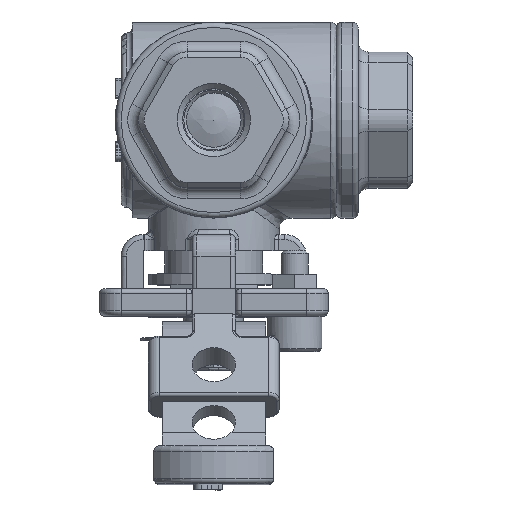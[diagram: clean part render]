
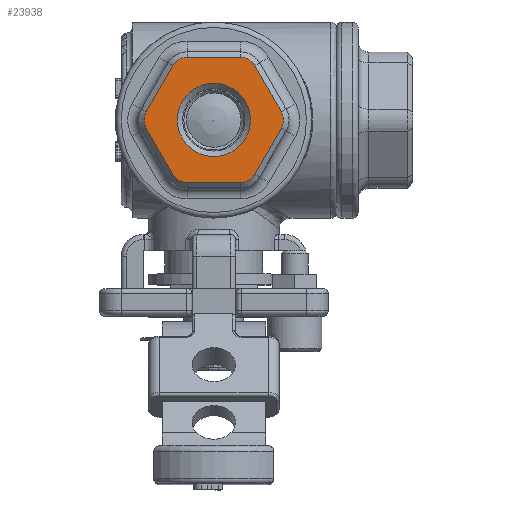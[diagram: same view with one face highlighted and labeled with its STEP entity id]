
A CAD part, top view. The second image highlights one B-rep face of the part: STEP entity #23938.
In plain terms, the highlighted planar face has unit normal (0, 0, 1).
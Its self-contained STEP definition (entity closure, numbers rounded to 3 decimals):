
#3153=LINE('',#45694,#4889);
#3154=LINE('',#45698,#4890);
#3155=LINE('',#45702,#4891);
#3156=LINE('',#45706,#4892);
#3157=LINE('',#45710,#4893);
#3158=LINE('',#45714,#4894);
#4889=VECTOR('',#30201,9.815);
#4890=VECTOR('',#30204,9.815);
#4891=VECTOR('',#30207,9.815);
#4892=VECTOR('',#30210,9.815);
#4893=VECTOR('',#30213,9.815);
#4894=VECTOR('',#30216,9.815);
#5429=PLANE('',#25474);
#5836=FACE_BOUND('',#8589,.T.);
#7115=FACE_OUTER_BOUND('',#8588,.T.);
#8588=EDGE_LOOP('',(#21089,#21090,#21091,#21092,#21093,#21094,#21095,#21096,
#21097,#21098,#21099,#21100));
#8589=EDGE_LOOP('',(#21101));
#9259=CIRCLE('',#25473,6.723);
#9260=CIRCLE('',#25475,3.);
#9261=CIRCLE('',#25476,3.);
#9262=CIRCLE('',#25477,3.);
#9263=CIRCLE('',#25478,3.);
#9264=CIRCLE('',#25479,3.);
#9265=CIRCLE('',#25480,3.);
#11363=VERTEX_POINT('',#45689);
#11364=VERTEX_POINT('',#45692);
#11365=VERTEX_POINT('',#45693);
#11366=VERTEX_POINT('',#45695);
#11367=VERTEX_POINT('',#45697);
#11368=VERTEX_POINT('',#45699);
#11369=VERTEX_POINT('',#45701);
#11370=VERTEX_POINT('',#45703);
#11371=VERTEX_POINT('',#45705);
#11372=VERTEX_POINT('',#45707);
#11373=VERTEX_POINT('',#45709);
#11374=VERTEX_POINT('',#45711);
#11375=VERTEX_POINT('',#45713);
#14616=EDGE_CURVE('',#11363,#11363,#9259,.T.);
#14617=EDGE_CURVE('',#11364,#11365,#3153,.T.);
#14618=EDGE_CURVE('',#11366,#11364,#9260,.T.);
#14619=EDGE_CURVE('',#11367,#11366,#3154,.T.);
#14620=EDGE_CURVE('',#11368,#11367,#9261,.T.);
#14621=EDGE_CURVE('',#11369,#11368,#3155,.T.);
#14622=EDGE_CURVE('',#11370,#11369,#9262,.T.);
#14623=EDGE_CURVE('',#11371,#11370,#3156,.T.);
#14624=EDGE_CURVE('',#11372,#11371,#9263,.T.);
#14625=EDGE_CURVE('',#11373,#11372,#3157,.T.);
#14626=EDGE_CURVE('',#11374,#11373,#9264,.T.);
#14627=EDGE_CURVE('',#11375,#11374,#3158,.T.);
#14628=EDGE_CURVE('',#11365,#11375,#9265,.T.);
#21089=ORIENTED_EDGE('',*,*,#14617,.F.);
#21090=ORIENTED_EDGE('',*,*,#14618,.F.);
#21091=ORIENTED_EDGE('',*,*,#14619,.F.);
#21092=ORIENTED_EDGE('',*,*,#14620,.F.);
#21093=ORIENTED_EDGE('',*,*,#14621,.F.);
#21094=ORIENTED_EDGE('',*,*,#14622,.F.);
#21095=ORIENTED_EDGE('',*,*,#14623,.F.);
#21096=ORIENTED_EDGE('',*,*,#14624,.F.);
#21097=ORIENTED_EDGE('',*,*,#14625,.F.);
#21098=ORIENTED_EDGE('',*,*,#14626,.F.);
#21099=ORIENTED_EDGE('',*,*,#14627,.F.);
#21100=ORIENTED_EDGE('',*,*,#14628,.F.);
#21101=ORIENTED_EDGE('',*,*,#14616,.F.);
#23938=ADVANCED_FACE('',(#7115,#5836),#5429,.T.);
#25473=AXIS2_PLACEMENT_3D('',#45690,#30197,#30198);
#25474=AXIS2_PLACEMENT_3D('',#45691,#30199,#30200);
#25475=AXIS2_PLACEMENT_3D('',#45696,#30202,#30203);
#25476=AXIS2_PLACEMENT_3D('',#45700,#30205,#30206);
#25477=AXIS2_PLACEMENT_3D('',#45704,#30208,#30209);
#25478=AXIS2_PLACEMENT_3D('',#45708,#30211,#30212);
#25479=AXIS2_PLACEMENT_3D('',#45712,#30214,#30215);
#25480=AXIS2_PLACEMENT_3D('',#45715,#30217,#30218);
#30197=DIRECTION('center_axis',(0.,0.,1.));
#30198=DIRECTION('ref_axis',(-1.,0.,0.));
#30199=DIRECTION('center_axis',(0.,0.,1.));
#30200=DIRECTION('ref_axis',(1.,0.,0.));
#30201=DIRECTION('',(-0.5,0.866,0.));
#30202=DIRECTION('center_axis',(0.,0.,-1.));
#30203=DIRECTION('ref_axis',(-0.866,-0.5,0.));
#30204=DIRECTION('',(-1.,0.,0.));
#30205=DIRECTION('center_axis',(0.,0.,-1.));
#30206=DIRECTION('ref_axis',(0.,-1.,0.));
#30207=DIRECTION('',(-0.5,-0.866,0.));
#30208=DIRECTION('center_axis',(0.,0.,-1.));
#30209=DIRECTION('ref_axis',(0.866,-0.5,0.));
#30210=DIRECTION('',(0.5,-0.866,0.));
#30211=DIRECTION('center_axis',(0.,0.,-1.));
#30212=DIRECTION('ref_axis',(0.866,0.5,0.));
#30213=DIRECTION('',(1.,0.,0.));
#30214=DIRECTION('center_axis',(0.,0.,-1.));
#30215=DIRECTION('ref_axis',(0.,1.,0.));
#30216=DIRECTION('',(0.5,0.866,0.));
#30217=DIRECTION('center_axis',(0.,0.,-1.));
#30218=DIRECTION('ref_axis',(-0.866,0.5,0.));
#45689=CARTESIAN_POINT('',(6.723,0.,59.));
#45690=CARTESIAN_POINT('Origin',(0.,0.,59.));
#45691=CARTESIAN_POINT('Origin',(0.,0.,
59.));
#45692=CARTESIAN_POINT('',(-7.506,-10.,59.));
#45693=CARTESIAN_POINT('',(-12.413,-1.5,59.));
#45694=CARTESIAN_POINT('',(-11.186,-3.625,59.));
#45695=CARTESIAN_POINT('',(-4.907,-11.5,59.));
#45696=CARTESIAN_POINT('Origin',(-4.907,-8.5,59.));
#45697=CARTESIAN_POINT('',(4.907,-11.5,59.));
#45698=CARTESIAN_POINT('',(-2.454,-11.5,59.));
#45699=CARTESIAN_POINT('',(7.506,-10.,59.));
#45700=CARTESIAN_POINT('Origin',(4.907,-8.5,59.));
#45701=CARTESIAN_POINT('',(12.413,-1.5,59.));
#45702=CARTESIAN_POINT('',(8.732,-7.875,59.));
#45703=CARTESIAN_POINT('',(12.413,1.5,59.));
#45704=CARTESIAN_POINT('Origin',(9.815,0.,
59.));
#45705=CARTESIAN_POINT('',(7.506,10.,59.));
#45706=CARTESIAN_POINT('',(11.186,3.625,59.));
#45707=CARTESIAN_POINT('',(4.907,11.5,59.));
#45708=CARTESIAN_POINT('Origin',(4.907,8.5,59.));
#45709=CARTESIAN_POINT('',(-4.907,11.5,59.));
#45710=CARTESIAN_POINT('',(2.454,11.5,59.));
#45711=CARTESIAN_POINT('',(-7.506,10.,59.));
#45712=CARTESIAN_POINT('Origin',(-4.907,8.5,59.));
#45713=CARTESIAN_POINT('',(-12.413,1.5,59.));
#45714=CARTESIAN_POINT('',(-8.732,7.875,59.));
#45715=CARTESIAN_POINT('Origin',(-9.815,0.,
59.));
